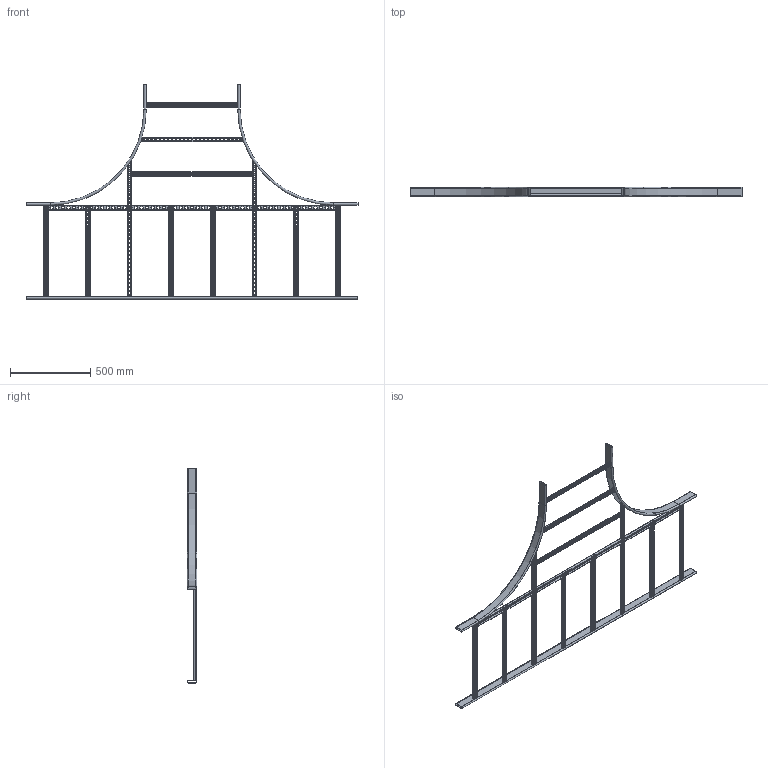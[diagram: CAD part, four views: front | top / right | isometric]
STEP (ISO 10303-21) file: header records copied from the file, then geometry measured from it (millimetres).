
FILE_DESCRIPTION (( 'STEP AP203' ), '1' );
FILE_NAME ('10-04-6378.STEP', '2013-05-02T10:11:13', ( 'asennus' ), ( '' ), 'SwSTEP 2.0', 'SolidWorks 2013', '' );
FILE_SCHEMA (( 'CONFIG_CONTROL_DESIGN' ));
Length unit declared in the file: millimetre
Products named in the file (1): 10-04-6378
Bounding box: 2070 x 60 x 1335 mm (x, y, z)
Volume: 1223084.3 mm3; surface area: 2299560.4 mm2
Topology: 15 solids, 15 shells, 2056 faces, 5582 edges, 3556 vertices
Faces by surface type: plane 1148, cylinder 880, bspline 20, torus 8
Entity records: 66809 total; most frequent: CARTESIAN_POINT 12833, ORIENTED_EDGE 11164, DIRECTION 11108, EDGE_CURVE 5582, VECTOR 3722, LINE 3722, AXIS2_PLACEMENT_3D 3693, VERTEX_POINT 3556
